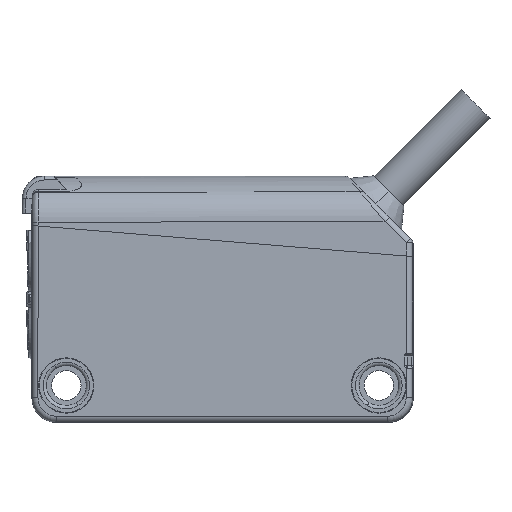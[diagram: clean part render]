
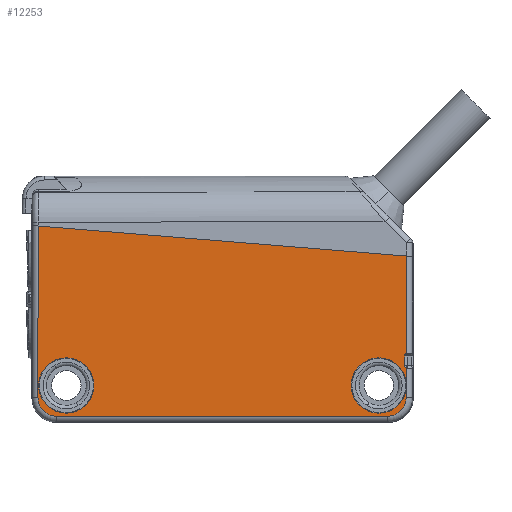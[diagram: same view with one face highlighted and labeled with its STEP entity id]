
A CAD part, left-side view. The second image highlights one B-rep face of the part: STEP entity #12253.
In plain terms, the highlighted planar face has unit normal (-1, 0, 0).
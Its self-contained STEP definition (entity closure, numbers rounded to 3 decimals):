
#1269=DIRECTION('',(0.,0.,-1.));
#1270=VECTOR('',#1269,13.959);
#1271=CARTESIAN_POINT('',(-5.5,32.199,
0.147));
#1272=LINE('',#1271,#1270);
#1277=CARTESIAN_POINT('',(-5.5,32.199,
0.147));
#1296=DIRECTION('',(0.,-0.997,-0.081));
#1297=VECTOR('',#1296,30.012);
#1298=CARTESIAN_POINT('',(-5.5,32.199,
0.147));
#1299=LINE('',#1298,#1297);
#1316=CARTESIAN_POINT('',(-5.5,2.2,-10.412));
#1317=DIRECTION('',(-1.,0.,0.));
#1318=DIRECTION('',(0.,0.437,0.9));
#1319=AXIS2_PLACEMENT_3D('',#1316,#1317,#1318);
#1321=CARTESIAN_POINT('',(-5.5,2.2,-11.212));
#1322=DIRECTION('',(-1.,0.,0.));
#1323=DIRECTION('',(0.,1.,0.));
#1324=AXIS2_PLACEMENT_3D('',#1321,#1322,#1323);
#1326=CARTESIAN_POINT('',(-5.5,4.5,
-12.812));
#1327=DIRECTION('',(-1.,0.,0.));
#1328=DIRECTION('',(0.,-0.983,0.181));
#1329=AXIS2_PLACEMENT_3D('',#1326,#1327,#1328);
#1331=CARTESIAN_POINT('',(-5.5,4.5,
-12.812));
#1332=DIRECTION('',(-1.,0.,0.));
#1333=DIRECTION('',(0.,0.,1.));
#1334=AXIS2_PLACEMENT_3D('',#1331,#1332,#1333);
#1336=CARTESIAN_POINT('',(-5.5,4.5,
-12.812));
#1337=DIRECTION('',(-1.,0.,0.));
#1338=DIRECTION('',(0.,0.,-1.));
#1339=AXIS2_PLACEMENT_3D('',#1336,#1337,#1338);
#1341=CARTESIAN_POINT('',(-5.5,3.788,
-13.812));
#1342=DIRECTION('',(1.,0.,0.));
#1343=DIRECTION('',(0.,-1.,0.));
#1344=AXIS2_PLACEMENT_3D('',#1341,#1342,#1343);
#1346=CARTESIAN_POINT('',(-5.5,30.7,
-13.812));
#1347=DIRECTION('',(1.,0.,0.));
#1348=DIRECTION('',(0.,0.,-1.));
#1349=AXIS2_PLACEMENT_3D('',#1346,#1347,#1348);
#1351=CARTESIAN_POINT('',(-5.5,29.9,
-12.812));
#1352=DIRECTION('',(-1.,0.,0.));
#1353=DIRECTION('',(0.,0.,1.));
#1354=AXIS2_PLACEMENT_3D('',#1351,#1352,#1353);
#1356=CARTESIAN_POINT('',(-5.5,29.9,
-12.812));
#1357=DIRECTION('',(-1.,0.,0.));
#1358=DIRECTION('',(0.,0.,-1.));
#1359=AXIS2_PLACEMENT_3D('',#1356,#1357,#1358);
#1365=DIRECTION('',(0.,0.,1.));
#1366=VECTOR('',#1365,7.937);
#1367=CARTESIAN_POINT('',(-5.5,2.287,
-10.232));
#1368=LINE('',#1367,#1366);
#1480=DIRECTION('',(0.,-1.,0.));
#1481=VECTOR('',#1480,26.912);
#1482=CARTESIAN_POINT('',(-5.5,30.7,
-15.312));
#1483=LINE('',#1482,#1481);
#1926=DIRECTION('',(0.,0.,1.));
#1927=VECTOR('',#1926,0.592);
#1928=CARTESIAN_POINT('',(-5.5,2.287,
-13.812));
#1929=LINE('',#1928,#1927);
#1930=DIRECTION('',(0.,0.,1.));
#1931=VECTOR('',#1930,1.012);
#1932=CARTESIAN_POINT('',(-5.5,2.287,
-12.404));
#1933=LINE('',#1932,#1931);
#1968=DIRECTION('',(0.,0.,1.));
#1969=VECTOR('',#1968,0.8);
#1970=CARTESIAN_POINT('',(-5.5,2.4,
-11.212));
#1971=LINE('',#1970,#1969);
#9858=CARTESIAN_POINT('',(-5.5,32.2,
-13.812));
#9859=VERTEX_POINT('',#9858);
#9860=CARTESIAN_POINT('',(-5.5,2.287,-10.232));
#9861=CARTESIAN_POINT('',(-5.5,2.4,-10.412));
#9862=VERTEX_POINT('',#9860);
#9863=VERTEX_POINT('',#9861);
#9864=CARTESIAN_POINT('',(-5.5,2.4,
-11.212));
#9865=VERTEX_POINT('',#9864);
#9866=CARTESIAN_POINT('',(-5.5,2.287,-11.392));
#9867=VERTEX_POINT('',#9866);
#9868=CARTESIAN_POINT('',(-5.5,2.287,
-12.404));
#9869=VERTEX_POINT('',#9868);
#9870=CARTESIAN_POINT('',(-5.5,4.5,
-10.562));
#9871=VERTEX_POINT('',#9870);
#9872=CARTESIAN_POINT('',(-5.5,4.5,
-15.062));
#9873=VERTEX_POINT('',#9872);
#9874=CARTESIAN_POINT('',(-5.5,2.287,
-13.221));
#9875=VERTEX_POINT('',#9874);
#9876=CARTESIAN_POINT('',(-5.5,2.287,
-13.812));
#9877=VERTEX_POINT('',#9876);
#9878=CARTESIAN_POINT('',(-5.5,3.788,
-15.312));
#9879=VERTEX_POINT('',#9878);
#9880=CARTESIAN_POINT('',(-5.5,30.7,
-15.312));
#9881=VERTEX_POINT('',#9880);
#9882=CARTESIAN_POINT('',(-5.5,29.9,
-10.562));
#9883=CARTESIAN_POINT('',(-5.5,29.9,
-15.062));
#9884=VERTEX_POINT('',#9882);
#9885=VERTEX_POINT('',#9883);
#10520=VERTEX_POINT('',#1277);
#10521=CARTESIAN_POINT('',(-5.5,2.287,
-2.295));
#10522=VERTEX_POINT('',#10521);
#12214=CARTESIAN_POINT('',(-5.5,17.244,-7.583));
#12215=DIRECTION('',(1.,0.,0.));
#12216=DIRECTION('',(0.,-1.,0.));
#12217=AXIS2_PLACEMENT_3D('',#12214,#12215,#12216);
#12218=PLANE('',#12217);
#12220=ORIENTED_EDGE('',*,*,#12219,.F.);
#12222=ORIENTED_EDGE('',*,*,#12221,.T.);
#12224=ORIENTED_EDGE('',*,*,#12223,.F.);
#12226=ORIENTED_EDGE('',*,*,#12225,.T.);
#12228=ORIENTED_EDGE('',*,*,#12227,.F.);
#12230=ORIENTED_EDGE('',*,*,#12229,.T.);
#12232=ORIENTED_EDGE('',*,*,#12231,.T.);
#12234=ORIENTED_EDGE('',*,*,#12233,.T.);
#12236=ORIENTED_EDGE('',*,*,#12235,.F.);
#12238=ORIENTED_EDGE('',*,*,#12237,.T.);
#12240=ORIENTED_EDGE('',*,*,#12239,.F.);
#12242=ORIENTED_EDGE('',*,*,#12241,.T.);
#12243=ORIENTED_EDGE('',*,*,#12156,.F.);
#12244=ORIENTED_EDGE('',*,*,#12196,.T.);
#12245=EDGE_LOOP('',(#12220,#12222,#12224,#12226,#12228,#12230,#12232,#12234,
#12236,#12238,#12240,#12242,#12243,#12244));
#12246=FACE_OUTER_BOUND('',#12245,.F.);
#12248=ORIENTED_EDGE('',*,*,#12247,.T.);
#12250=ORIENTED_EDGE('',*,*,#12249,.T.);
#12251=EDGE_LOOP('',(#12248,#12250));
#12252=FACE_BOUND('',#12251,.F.);
#12253=ADVANCED_FACE('',(#12246,#12252),#12218,.F.);
#1320=CIRCLE('',#1319,0.2);
#1325=CIRCLE('',#1324,0.2);
#1330=CIRCLE('',#1329,2.25);
#1335=CIRCLE('',#1334,2.25);
#1340=CIRCLE('',#1339,2.25);
#1345=CIRCLE('',#1344,1.5);
#1350=CIRCLE('',#1349,1.5);
#1355=CIRCLE('',#1354,2.25);
#1360=CIRCLE('',#1359,2.25);
#12156=EDGE_CURVE('',#10520,#9859,#1272,.T.);
#12196=EDGE_CURVE('',#10520,#10522,#1299,.T.);
#12219=EDGE_CURVE('',#9862,#10522,#1368,.T.);
#12221=EDGE_CURVE('',#9862,#9863,#1320,.T.);
#12223=EDGE_CURVE('',#9865,#9863,#1971,.T.);
#12225=EDGE_CURVE('',#9865,#9867,#1325,.T.);
#12227=EDGE_CURVE('',#9869,#9867,#1933,.T.);
#12229=EDGE_CURVE('',#9869,#9871,#1330,.T.);
#12231=EDGE_CURVE('',#9871,#9873,#1335,.T.);
#12233=EDGE_CURVE('',#9873,#9875,#1340,.T.);
#12235=EDGE_CURVE('',#9877,#9875,#1929,.T.);
#12237=EDGE_CURVE('',#9877,#9879,#1345,.T.);
#12239=EDGE_CURVE('',#9881,#9879,#1483,.T.);
#12241=EDGE_CURVE('',#9881,#9859,#1350,.T.);
#12247=EDGE_CURVE('',#9884,#9885,#1355,.T.);
#12249=EDGE_CURVE('',#9885,#9884,#1360,.T.);
